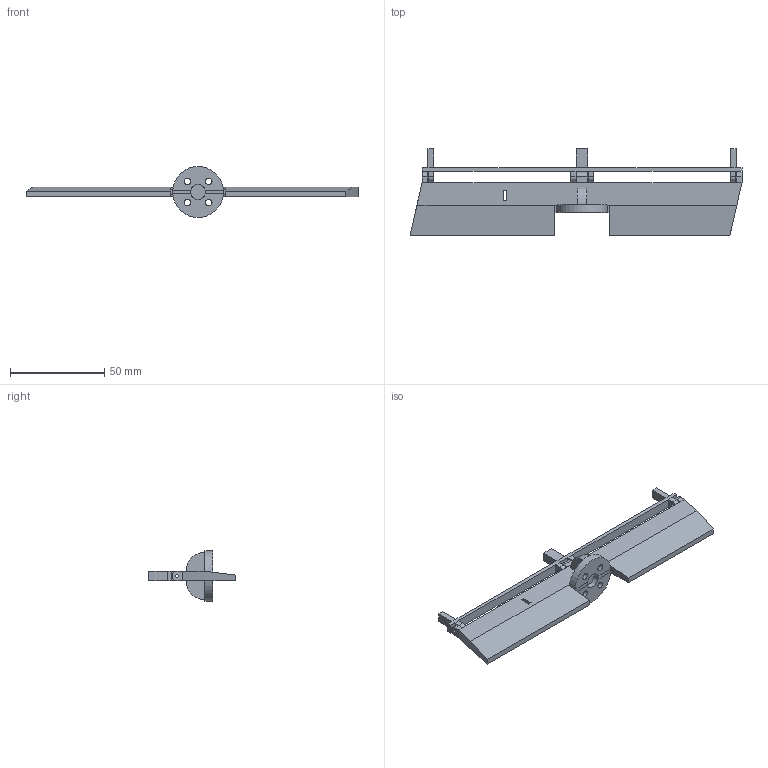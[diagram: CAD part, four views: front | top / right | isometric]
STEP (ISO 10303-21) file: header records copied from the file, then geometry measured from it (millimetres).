
FILE_DESCRIPTION(('FreeCAD Model'),'2;1');
FILE_NAME('Open CASCADE Shape Model','2021-02-26T22:49:13',('Author'),( ''),'Open CASCADE STEP processor 7.3','FreeCAD','Unknown');
FILE_SCHEMA(('AUTOMOTIVE_DESIGN { 1 0 10303 214 1 1 1 1 }'));
Length unit declared in the file: millimetre
Products named in the file (15): Model; LCS_Origin; Body; LCS_1; LCS_2
Assembly tree (14 placements, depth 3):
  Model
    LCS_Origin
    Model
      LCS_Origin
      Body
      LCS_1
      LCS_2
    Model
      LCS_Origin
      Body
      LCS_1
    Model
      LCS_Origin
      Body
      LCS_1
Bounding box: 176.46 x 46 x 27 mm (x, y, z)
Volume: 24800.6 mm3; surface area: 16460.8 mm2
Topology: 3 solids, 3 shells, 140 faces, 343 edges, 211 vertices
Faces by surface type: plane 110, cylinder 30
Full cylindrical faces by diameter (mm): 1.5 x7, 3.5 x4, 8 x1
Entity records: 4368 total; most frequent: DIRECTION 720, CARTESIAN_POINT 709, ORIENTED_EDGE 686, EDGE_CURVE 343, LINE 276, VECTOR 276, AXIS2_PLACEMENT_3D 222, VERTEX_POINT 211
